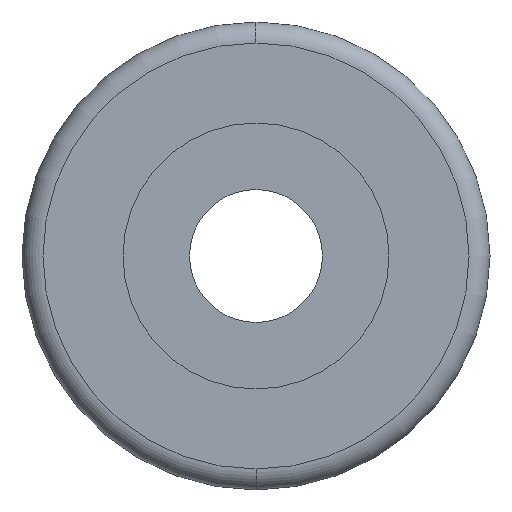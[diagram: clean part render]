
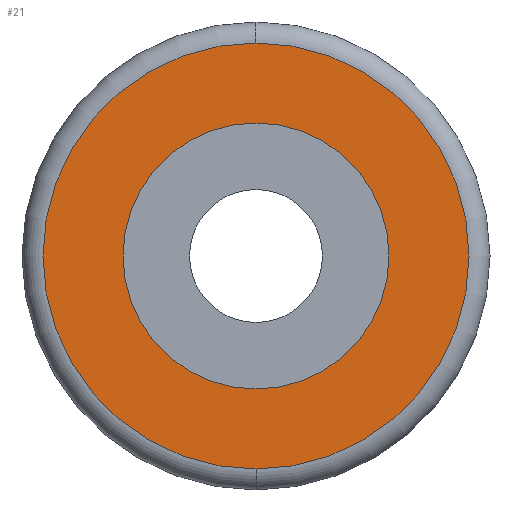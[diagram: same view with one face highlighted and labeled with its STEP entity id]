
A CAD part, front view. The second image highlights one B-rep face of the part: STEP entity #21.
In plain terms, the highlighted planar face has unit normal (0, -1, 0).
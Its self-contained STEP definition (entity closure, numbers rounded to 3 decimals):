
#1 = CIRCLE ( 'NONE', #249, 1.588 ) ;
#21 = ADVANCED_FACE ( 'NONE', ( #114, #83 ), #378, .T. ) ;
#32 = ORIENTED_EDGE ( 'NONE', *, *, #301, .T. ) ;
#35 = VERTEX_POINT ( 'NONE', #218 ) ;
#42 = DIRECTION ( 'NONE',  ( 0., 0., -1. ) ) ;
#45 = EDGE_CURVE ( 'NONE', #101, #247, #425, .T. ) ;
#50 = EDGE_CURVE ( 'NONE', #337, #35, #221, .T. ) ;
#51 = DIRECTION ( 'NONE',  ( 0., 0., -1. ) ) ;
#75 = DIRECTION ( 'NONE',  ( 0., -1., 0. ) ) ;
#83 = FACE_BOUND ( 'NONE', #171, .T. ) ;
#84 = EDGE_CURVE ( 'NONE', #35, #337, #406, .T. ) ;
#99 = DIRECTION ( 'NONE',  ( 0., 0., 1. ) ) ;
#101 = VERTEX_POINT ( 'NONE', #424 ) ;
#107 = EDGE_LOOP ( 'NONE', ( #212, #280 ) ) ;
#114 = FACE_OUTER_BOUND ( 'NONE', #107, .T. ) ;
#132 = AXIS2_PLACEMENT_3D ( 'NONE', #346, #183, #155 ) ;
#134 = CARTESIAN_POINT ( 'NONE',  ( 0., 8., -1.587 ) ) ;
#151 = DIRECTION ( 'NONE',  ( 0., 1., 0. ) ) ;
#155 = DIRECTION ( 'NONE',  ( 0., 0., -1. ) ) ;
#166 = AXIS2_PLACEMENT_3D ( 'NONE', #319, #75, #42 ) ;
#171 = EDGE_LOOP ( 'NONE', ( #317, #32 ) ) ;
#178 = CARTESIAN_POINT ( 'NONE',  ( 0., 8., 0. ) ) ;
#183 = DIRECTION ( 'NONE',  ( 0., -1., 0. ) ) ;
#198 = CARTESIAN_POINT ( 'NONE',  ( 0., 8., -2.544 ) ) ;
#201 = AXIS2_PLACEMENT_3D ( 'NONE', #178, #151, #373 ) ;
#212 = ORIENTED_EDGE ( 'NONE', *, *, #50, .T. ) ;
#218 = CARTESIAN_POINT ( 'NONE',  ( 0., 8., 2.544 ) ) ;
#221 = CIRCLE ( 'NONE', #166, 2.544 ) ;
#247 = VERTEX_POINT ( 'NONE', #134 ) ;
#249 = AXIS2_PLACEMENT_3D ( 'NONE', #297, #328, #99 ) ;
#280 = ORIENTED_EDGE ( 'NONE', *, *, #84, .T. ) ;
#283 = AXIS2_PLACEMENT_3D ( 'NONE', #391, #427, #51 ) ;
#297 = CARTESIAN_POINT ( 'NONE',  ( 0., 8., 0. ) ) ;
#301 = EDGE_CURVE ( 'NONE', #247, #101, #1, .T. ) ;
#317 = ORIENTED_EDGE ( 'NONE', *, *, #45, .T. ) ;
#319 = CARTESIAN_POINT ( 'NONE',  ( 0., 8., 0. ) ) ;
#328 = DIRECTION ( 'NONE',  ( 0., 1., 0. ) ) ;
#337 = VERTEX_POINT ( 'NONE', #198 ) ;
#346 = CARTESIAN_POINT ( 'NONE',  ( -1.587, 8., 0. ) ) ;
#373 = DIRECTION ( 'NONE',  ( 0., 0., 1. ) ) ;
#378 = PLANE ( 'NONE',  #132 ) ;
#391 = CARTESIAN_POINT ( 'NONE',  ( 0., 8., 0. ) ) ;
#406 = CIRCLE ( 'NONE', #283, 2.544 ) ;
#424 = CARTESIAN_POINT ( 'NONE',  ( 0., 8., 1.588 ) ) ;
#425 = CIRCLE ( 'NONE', #201, 1.588 ) ;
#427 = DIRECTION ( 'NONE',  ( 0., -1., 0. ) ) ;
